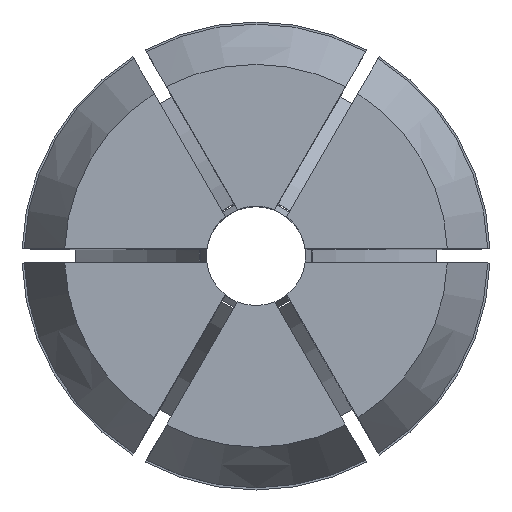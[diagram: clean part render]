
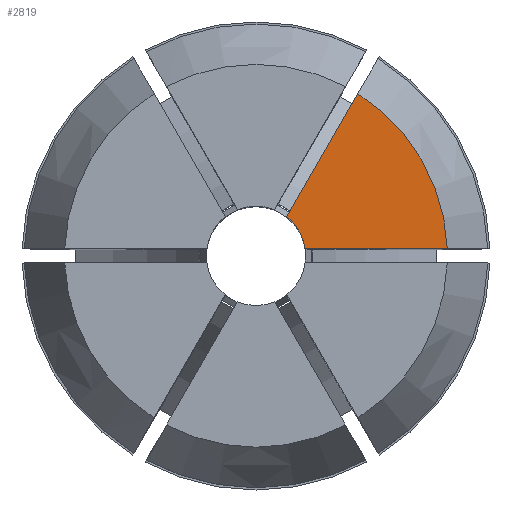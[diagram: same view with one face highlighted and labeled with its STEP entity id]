
A CAD part, top view. The second image highlights one B-rep face of the part: STEP entity #2819.
In plain terms, the highlighted planar face has unit normal (0, 0, 1).
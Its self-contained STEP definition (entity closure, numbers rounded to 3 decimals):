
#127 = DIRECTION ( 'NONE',  ( 0., 0., -1. ) ) ;
#139 = DIRECTION ( 'NONE',  ( -1., 0., 0. ) ) ;
#164 = DIRECTION ( 'NONE',  ( 0., 0., 1. ) ) ;
#218 = PLANE ( 'NONE',  #322 ) ;
#322 = AXIS2_PLACEMENT_3D ( 'NONE', #2237, #164, #2476 ) ;
#433 = EDGE_CURVE ( 'NONE', #2627, #2338, #976, .T. ) ;
#447 = AXIS2_PLACEMENT_3D ( 'NONE', #3349, #460, #743 ) ;
#460 = DIRECTION ( 'NONE',  ( 0., 0., 1. ) ) ;
#537 = CARTESIAN_POINT ( 'NONE',  ( 13.49, 0.5, 40. ) ) ;
#655 = CARTESIAN_POINT ( 'NONE',  ( 0., 0., 40. ) ) ;
#743 = DIRECTION ( 'NONE',  ( 1., 0., 0. ) ) ;
#816 = EDGE_CURVE ( 'NONE', #2698, #3764, #1085, .T. ) ;
#976 = CIRCLE ( 'NONE', #1359, 13.499 ) ;
#994 = DIRECTION ( 'NONE',  ( -1., 0., 0. ) ) ;
#1020 = CARTESIAN_POINT ( 'NONE',  ( 6.278, 9.875, 40. ) ) ;
#1085 = CIRCLE ( 'NONE', #447, 3.5 ) ;
#1100 = EDGE_CURVE ( 'NONE', #3764, #2627, #3354, .T. ) ;
#1359 = AXIS2_PLACEMENT_3D ( 'NONE', #655, #127, #994 ) ;
#1391 = ORIENTED_EDGE ( 'NONE', *, *, #2671, .F. ) ;
#1573 = CARTESIAN_POINT ( 'NONE',  ( 7.178, 11.433, 40. ) ) ;
#1827 = EDGE_LOOP ( 'NONE', ( #2711, #2250, #1391, #3591 ) ) ;
#1872 = LINE ( 'NONE', #3633, #2950 ) ;
#2137 = CARTESIAN_POINT ( 'NONE',  ( 3.464, 0.5, 40. ) ) ;
#2158 = DIRECTION ( 'NONE',  ( 0.5, 0.866, 0. ) ) ;
#2237 = CARTESIAN_POINT ( 'NONE',  ( 0., 13.499, 40. ) ) ;
#2250 = ORIENTED_EDGE ( 'NONE', *, *, #816, .F. ) ;
#2338 = VERTEX_POINT ( 'NONE', #537 ) ;
#2476 = DIRECTION ( 'NONE',  ( 1., 0., 0. ) ) ;
#2627 = VERTEX_POINT ( 'NONE', #1573 ) ;
#2671 = EDGE_CURVE ( 'NONE', #2338, #2698, #1872, .T. ) ;
#2698 = VERTEX_POINT ( 'NONE', #2137 ) ;
#2711 = ORIENTED_EDGE ( 'NONE', *, *, #1100, .F. ) ;
#2819 = ADVANCED_FACE ( 'NONE', ( #3528 ), #218, .T. ) ;
#2847 = VECTOR ( 'NONE', #2158, 1000. ) ;
#2950 = VECTOR ( 'NONE', #139, 1000. ) ;
#3349 = CARTESIAN_POINT ( 'NONE',  ( 0., 0., 40. ) ) ;
#3354 = LINE ( 'NONE', #1020, #2847 ) ;
#3528 = FACE_OUTER_BOUND ( 'NONE', #1827, .T. ) ;
#3591 = ORIENTED_EDGE ( 'NONE', *, *, #433, .F. ) ;
#3632 = CARTESIAN_POINT ( 'NONE',  ( 2.165, 2.75, 40. ) ) ;
#3633 = CARTESIAN_POINT ( 'NONE',  ( 0., 0.5, 40. ) ) ;
#3764 = VERTEX_POINT ( 'NONE', #3632 ) ;
